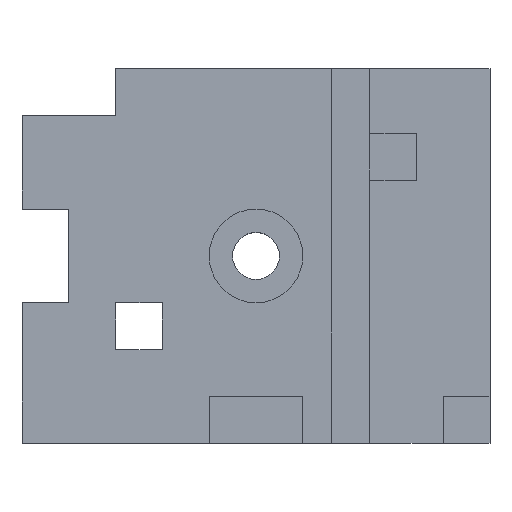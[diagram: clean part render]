
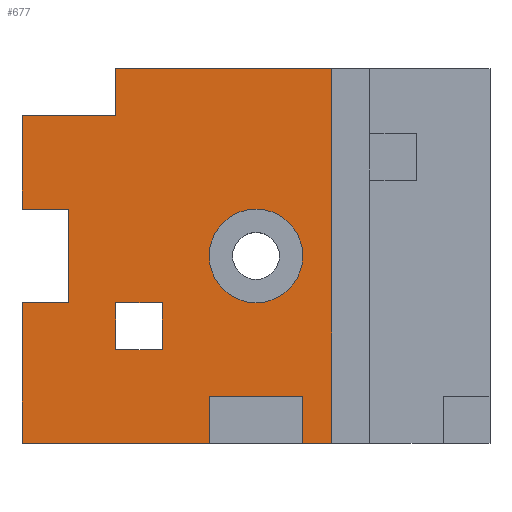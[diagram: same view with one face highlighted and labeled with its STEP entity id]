
A CAD part, top view. The second image highlights one B-rep face of the part: STEP entity #677.
In plain terms, the highlighted planar face has unit normal (0, 0, 1).
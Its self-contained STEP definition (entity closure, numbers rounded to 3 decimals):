
#22=CIRCLE('',#727,10.);
#26=ORIENTED_EDGE('',*,*,#216,.T.);
#27=ORIENTED_EDGE('',*,*,#217,.T.);
#28=ORIENTED_EDGE('',*,*,#218,.T.);
#29=ORIENTED_EDGE('',*,*,#219,.T.);
#30=ORIENTED_EDGE('',*,*,#220,.T.);
#31=ORIENTED_EDGE('',*,*,#221,.F.);
#32=ORIENTED_EDGE('',*,*,#222,.T.);
#33=ORIENTED_EDGE('',*,*,#223,.F.);
#34=ORIENTED_EDGE('',*,*,#224,.T.);
#35=ORIENTED_EDGE('',*,*,#225,.T.);
#36=ORIENTED_EDGE('',*,*,#226,.F.);
#37=ORIENTED_EDGE('',*,*,#227,.T.);
#38=ORIENTED_EDGE('',*,*,#228,.T.);
#39=ORIENTED_EDGE('',*,*,#229,.T.);
#40=ORIENTED_EDGE('',*,*,#230,.F.);
#41=ORIENTED_EDGE('',*,*,#231,.F.);
#42=ORIENTED_EDGE('',*,*,#232,.F.);
#43=ORIENTED_EDGE('',*,*,#233,.F.);
#44=ORIENTED_EDGE('',*,*,#234,.F.);
#216=EDGE_CURVE('',#311,#312,#375,.T.);
#217=EDGE_CURVE('',#312,#313,#376,.T.);
#218=EDGE_CURVE('',#313,#314,#377,.T.);
#219=EDGE_CURVE('',#314,#311,#378,.T.);
#220=EDGE_CURVE('',#315,#315,#22,.T.);
#221=EDGE_CURVE('',#316,#317,#379,.T.);
#222=EDGE_CURVE('',#316,#318,#380,.T.);
#223=EDGE_CURVE('',#319,#318,#381,.T.);
#224=EDGE_CURVE('',#319,#320,#382,.T.);
#225=EDGE_CURVE('',#320,#321,#383,.T.);
#226=EDGE_CURVE('',#322,#321,#384,.T.);
#227=EDGE_CURVE('',#322,#323,#385,.T.);
#228=EDGE_CURVE('',#323,#324,#386,.T.);
#229=EDGE_CURVE('',#324,#325,#387,.T.);
#230=EDGE_CURVE('',#326,#325,#388,.T.);
#231=EDGE_CURVE('',#327,#326,#389,.T.);
#232=EDGE_CURVE('',#328,#327,#390,.T.);
#233=EDGE_CURVE('',#329,#328,#391,.T.);
#234=EDGE_CURVE('',#317,#329,#392,.T.);
#311=VERTEX_POINT('',#942);
#312=VERTEX_POINT('',#943);
#313=VERTEX_POINT('',#945);
#314=VERTEX_POINT('',#947);
#315=VERTEX_POINT('',#950);
#316=VERTEX_POINT('',#952);
#317=VERTEX_POINT('',#953);
#318=VERTEX_POINT('',#955);
#319=VERTEX_POINT('',#957);
#320=VERTEX_POINT('',#959);
#321=VERTEX_POINT('',#961);
#322=VERTEX_POINT('',#963);
#323=VERTEX_POINT('',#965);
#324=VERTEX_POINT('',#967);
#325=VERTEX_POINT('',#969);
#326=VERTEX_POINT('',#971);
#327=VERTEX_POINT('',#973);
#328=VERTEX_POINT('',#975);
#329=VERTEX_POINT('',#977);
#375=LINE('',#941,#466);
#376=LINE('',#944,#467);
#377=LINE('',#946,#468);
#378=LINE('',#948,#469);
#379=LINE('',#951,#470);
#380=LINE('',#954,#471);
#381=LINE('',#956,#472);
#382=LINE('',#958,#473);
#383=LINE('',#960,#474);
#384=LINE('',#962,#475);
#385=LINE('',#964,#476);
#386=LINE('',#966,#477);
#387=LINE('',#968,#478);
#388=LINE('',#970,#479);
#389=LINE('',#972,#480);
#390=LINE('',#974,#481);
#391=LINE('',#976,#482);
#392=LINE('',#978,#483);
#466=VECTOR('',#770,1000.);
#467=VECTOR('',#771,1000.);
#468=VECTOR('',#772,1000.);
#469=VECTOR('',#773,1000.);
#470=VECTOR('',#776,1000.);
#471=VECTOR('',#777,1000.);
#472=VECTOR('',#778,1000.);
#473=VECTOR('',#779,1000.);
#474=VECTOR('',#780,1000.);
#475=VECTOR('',#781,1000.);
#476=VECTOR('',#782,1000.);
#477=VECTOR('',#783,1000.);
#478=VECTOR('',#784,1000.);
#479=VECTOR('',#785,1000.);
#480=VECTOR('',#786,1000.);
#481=VECTOR('',#787,1000.);
#482=VECTOR('',#788,1000.);
#483=VECTOR('',#789,1000.);
#557=EDGE_LOOP('',(#26,#27,#28,#29));
#558=EDGE_LOOP('',(#30));
#559=EDGE_LOOP('',(#31,#32,#33,#34,#35,#36,#37,#38,#39,#40,#41,#42,#43,
#44));
#600=FACE_BOUND('',#557,.T.);
#601=FACE_BOUND('',#558,.T.);
#602=FACE_BOUND('',#559,.T.);
#643=PLANE('',#726);
#677=ADVANCED_FACE('',(#600,#601,#602),#643,.F.);
#726=AXIS2_PLACEMENT_3D('',#940,#768,#769);
#727=AXIS2_PLACEMENT_3D('',#949,#774,#775);
#768=DIRECTION('',(0.,0.,-1.));
#769=DIRECTION('',(-1.,0.,0.));
#770=DIRECTION('',(1.,0.,0.));
#771=DIRECTION('',(0.,-1.,0.));
#772=DIRECTION('',(-1.,0.,0.));
#773=DIRECTION('',(0.,1.,0.));
#774=DIRECTION('',(0.,0.,-1.));
#775=DIRECTION('',(1.,0.,0.));
#776=DIRECTION('',(-1.,0.,0.));
#777=DIRECTION('',(0.,1.,0.));
#778=DIRECTION('',(1.,0.,0.));
#779=DIRECTION('',(0.,-1.,0.));
#780=DIRECTION('',(-1.,0.,0.));
#781=DIRECTION('',(0.,1.,0.));
#782=DIRECTION('',(1.,0.,0.));
#783=DIRECTION('',(0.,-1.,0.));
#784=DIRECTION('',(-1.,0.,0.));
#785=DIRECTION('',(0.,1.,0.));
#786=DIRECTION('',(-1.,0.,0.));
#787=DIRECTION('',(0.,-1.,0.));
#788=DIRECTION('',(-1.,0.,0.));
#789=DIRECTION('',(0.,1.,0.));
#940=CARTESIAN_POINT('',(0.,0.,0.));
#941=CARTESIAN_POINT('',(-30.,-10.,0.));
#942=CARTESIAN_POINT('',(-30.,-10.,0.));
#943=CARTESIAN_POINT('',(-20.,-10.,0.));
#944=CARTESIAN_POINT('',(-20.,-10.,0.));
#945=CARTESIAN_POINT('',(-20.,-20.,0.));
#946=CARTESIAN_POINT('',(-20.,-20.,0.));
#947=CARTESIAN_POINT('',(-30.,-20.,0.));
#948=CARTESIAN_POINT('',(-30.,-20.,0.));
#949=CARTESIAN_POINT('',(0.,0.,0.));
#950=CARTESIAN_POINT('',(10.,0.,0.));
#951=CARTESIAN_POINT('',(50.,-40.,0.));
#952=CARTESIAN_POINT('',(16.182,-40.,0.));
#953=CARTESIAN_POINT('',(10.,-40.,0.));
#954=CARTESIAN_POINT('',(16.182,-40.,0.));
#955=CARTESIAN_POINT('',(16.182,40.,0.));
#956=CARTESIAN_POINT('',(-50.,40.,0.));
#957=CARTESIAN_POINT('',(-30.,40.,0.));
#958=CARTESIAN_POINT('',(-30.,40.,0.));
#959=CARTESIAN_POINT('',(-30.,30.,0.));
#960=CARTESIAN_POINT('',(-30.,30.,0.));
#961=CARTESIAN_POINT('',(-50.,30.,0.));
#962=CARTESIAN_POINT('',(-50.,-40.,0.));
#963=CARTESIAN_POINT('',(-50.,10.,0.));
#964=CARTESIAN_POINT('',(-50.,10.,0.));
#965=CARTESIAN_POINT('',(-40.,10.,0.));
#966=CARTESIAN_POINT('',(-40.,10.,0.));
#967=CARTESIAN_POINT('',(-40.,-10.,0.));
#968=CARTESIAN_POINT('',(-40.,-10.,0.));
#969=CARTESIAN_POINT('',(-50.,-10.,0.));
#970=CARTESIAN_POINT('',(-50.,-40.,0.));
#971=CARTESIAN_POINT('',(-50.,-40.,0.));
#972=CARTESIAN_POINT('',(50.,-40.,0.));
#973=CARTESIAN_POINT('',(-10.,-40.,0.));
#974=CARTESIAN_POINT('',(-10.,-30.,0.));
#975=CARTESIAN_POINT('',(-10.,-30.,0.));
#976=CARTESIAN_POINT('',(10.,-30.,0.));
#977=CARTESIAN_POINT('',(10.,-30.,0.));
#978=CARTESIAN_POINT('',(10.,-40.,0.));
